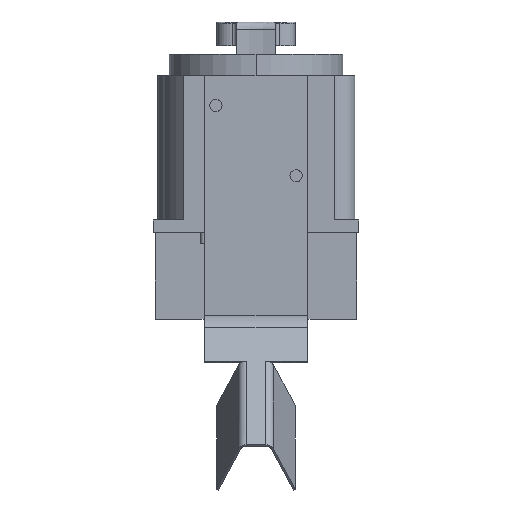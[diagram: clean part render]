
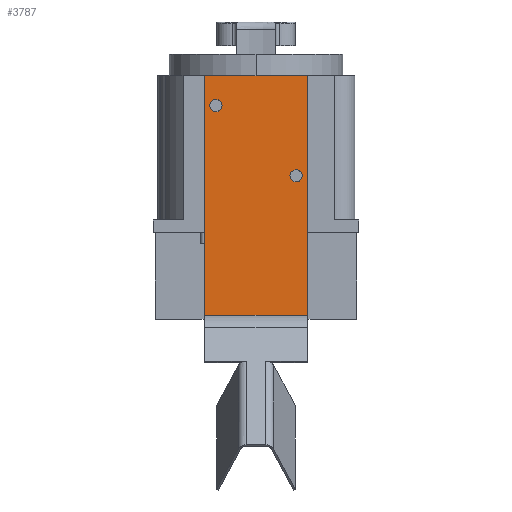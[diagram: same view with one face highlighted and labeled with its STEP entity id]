
A CAD part, front view. The second image highlights one B-rep face of the part: STEP entity #3787.
In plain terms, the highlighted planar face has unit normal (0, -1, 0).
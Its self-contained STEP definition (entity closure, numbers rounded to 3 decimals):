
#1117=DIRECTION('',(0.,0.,-1.));
#1118=VECTOR('',#1117,30.4);
#1119=CARTESIAN_POINT('',(-6.5,-12.8,0.));
#1120=LINE('',#1119,#1118);
#1147=DIRECTION('',(1.,0.,0.));
#1148=VECTOR('',#1147,13.);
#1149=CARTESIAN_POINT('',(-6.5,-12.8,0.));
#1150=LINE('',#1149,#1148);
#1177=DIRECTION('',(0.,0.,-1.));
#1178=VECTOR('',#1177,30.4);
#1179=CARTESIAN_POINT('',(6.5,-12.8,0.));
#1180=LINE('',#1179,#1178);
#1797=DIRECTION('',(1.,0.,0.));
#1798=VECTOR('',#1797,13.);
#1799=CARTESIAN_POINT('',(-6.5,-12.8,-30.4));
#1800=LINE('',#1799,#1798);
#1801=CARTESIAN_POINT('',(-5.08,-12.8,-3.81));
#1802=DIRECTION('',(0.,-1.,0.));
#1803=DIRECTION('',(1.,0.,0.));
#1804=AXIS2_PLACEMENT_3D('',#1801,#1802,#1803);
#1810=CARTESIAN_POINT('',(-5.08,-12.8,-3.81));
#1811=DIRECTION('',(0.,-1.,0.));
#1812=DIRECTION('',(-1.,0.,0.));
#1813=AXIS2_PLACEMENT_3D('',#1810,#1811,#1812);
#1839=CARTESIAN_POINT('',(5.08,-12.8,-12.7));
#1840=DIRECTION('',(0.,-1.,0.));
#1841=DIRECTION('',(1.,0.,0.));
#1842=AXIS2_PLACEMENT_3D('',#1839,#1840,#1841);
#1848=CARTESIAN_POINT('',(5.08,-12.8,-12.7));
#1849=DIRECTION('',(0.,-1.,0.));
#1850=DIRECTION('',(-1.,0.,0.));
#1851=AXIS2_PLACEMENT_3D('',#1848,#1849,#1850);
#2315=CARTESIAN_POINT('',(-6.5,-12.8,0.));
#2316=CARTESIAN_POINT('',(-6.5,-12.8,-30.4));
#2317=VERTEX_POINT('',#2315);
#2318=VERTEX_POINT('',#2316);
#2329=CARTESIAN_POINT('',(6.5,-12.8,0.));
#2330=CARTESIAN_POINT('',(6.5,-12.8,-30.4));
#2331=VERTEX_POINT('',#2329);
#2332=VERTEX_POINT('',#2330);
#2345=CARTESIAN_POINT('',(-4.305,-12.8,-3.81));
#2346=CARTESIAN_POINT('',(-5.855,-12.8,-3.81));
#2347=VERTEX_POINT('',#2345);
#2348=VERTEX_POINT('',#2346);
#2349=CARTESIAN_POINT('',(5.855,-12.8,-12.7));
#2350=CARTESIAN_POINT('',(4.305,-12.8,-12.7));
#2351=VERTEX_POINT('',#2349);
#2352=VERTEX_POINT('',#2350);
#3762=CARTESIAN_POINT('',(-6.5,-12.8,0.));
#3763=DIRECTION('',(0.,-1.,0.));
#3764=DIRECTION('',(0.,0.,-1.));
#3765=AXIS2_PLACEMENT_3D('',#3762,#3763,#3764);
#3766=PLANE('',#3765);
#3767=ORIENTED_EDGE('',*,*,#3745,.F.);
#3768=ORIENTED_EDGE('',*,*,#2414,.T.);
#3770=ORIENTED_EDGE('',*,*,#3769,.T.);
#3772=ORIENTED_EDGE('',*,*,#3771,.F.);
#3773=EDGE_LOOP('',(#3767,#3768,#3770,#3772));
#3774=FACE_OUTER_BOUND('',#3773,.F.);
#3776=ORIENTED_EDGE('',*,*,#3775,.T.);
#3778=ORIENTED_EDGE('',*,*,#3777,.T.);
#3779=EDGE_LOOP('',(#3776,#3778));
#3780=FACE_BOUND('',#3779,.F.);
#3782=ORIENTED_EDGE('',*,*,#3781,.T.);
#3784=ORIENTED_EDGE('',*,*,#3783,.T.);
#3785=EDGE_LOOP('',(#3782,#3784));
#3786=FACE_BOUND('',#3785,.F.);
#1805=CIRCLE('',#1804,0.775);
#1814=CIRCLE('',#1813,0.775);
#1843=CIRCLE('',#1842,0.775);
#1852=CIRCLE('',#1851,0.775);
#2414=EDGE_CURVE('',#2317,#2331,#1150,.T.);
#3745=EDGE_CURVE('',#2317,#2318,#1120,.T.);
#3769=EDGE_CURVE('',#2331,#2332,#1180,.T.);
#3771=EDGE_CURVE('',#2318,#2332,#1800,.T.);
#3775=EDGE_CURVE('',#2347,#2348,#1805,.T.);
#3777=EDGE_CURVE('',#2348,#2347,#1814,.T.);
#3781=EDGE_CURVE('',#2351,#2352,#1843,.T.);
#3783=EDGE_CURVE('',#2352,#2351,#1852,.T.);
#3787=ADVANCED_FACE('',(#3774,#3780,#3786),#3766,.T.);
